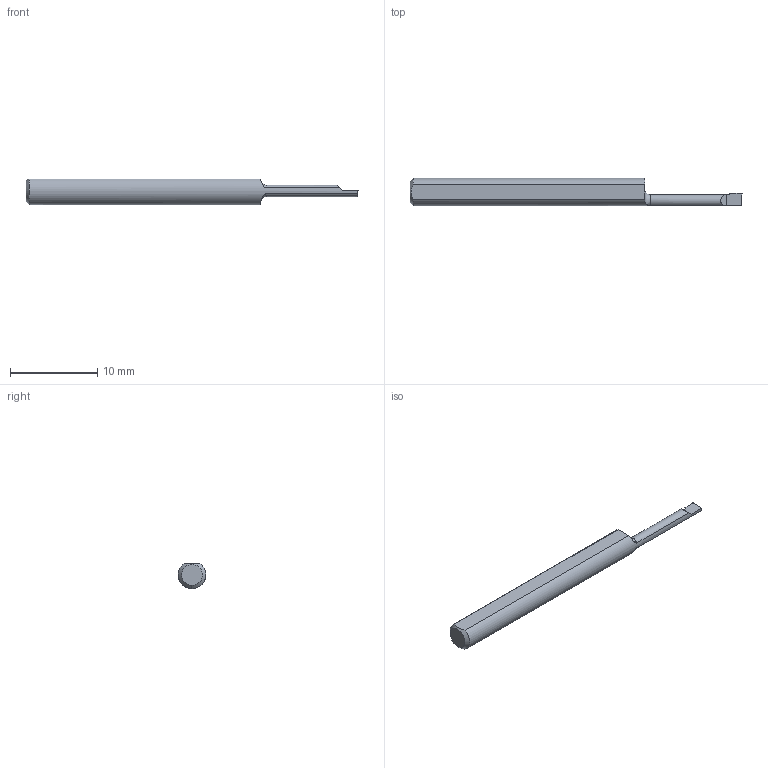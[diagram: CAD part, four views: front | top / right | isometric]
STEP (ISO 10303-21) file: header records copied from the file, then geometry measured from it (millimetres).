
FILE_DESCRIPTION (( 'STEP AP214' ), '1' );
FILE_NAME ('B060400R.STEP', '2020-05-08T20:18:05', ( '' ), ( '' ), 'SwSTEP 2.0', 'SolidWorks 2018', '' );
FILE_SCHEMA (( 'AUTOMOTIVE_DESIGN' ));
Length unit declared in the file: inch
Products named in the file (1): B060400R
Bounding box: 38.1 x 3.17 x 2.91 mm (x, y, z)
Volume: 217.7 mm3; surface area: 322.3 mm2
Topology: 1 solids, 1 shells, 17 faces, 45 edges, 30 vertices
Faces by surface type: plane 10, cylinder 4, cone 2, torus 1
Entity records: 590 total; most frequent: CARTESIAN_POINT 147, ORIENTED_EDGE 90, DIRECTION 78, EDGE_CURVE 45, VERTEX_POINT 30, AXIS2_PLACEMENT_3D 27, VECTOR 24, LINE 24
